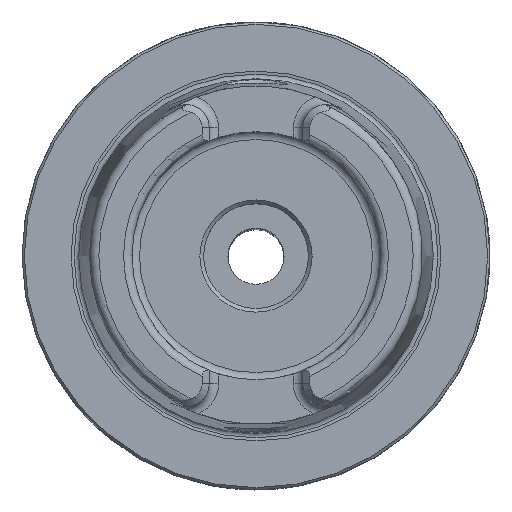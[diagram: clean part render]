
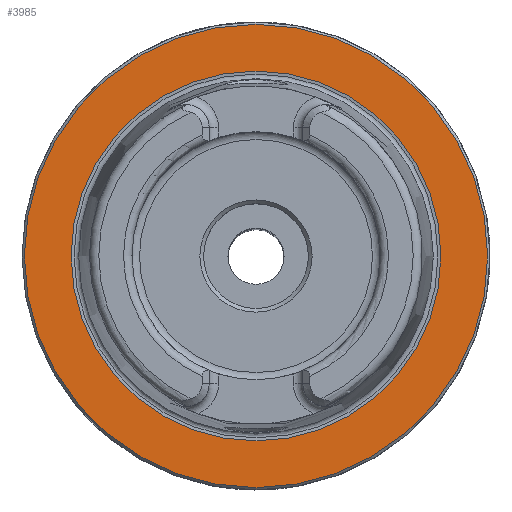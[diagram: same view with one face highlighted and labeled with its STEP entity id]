
A CAD part, top view. The second image highlights one B-rep face of the part: STEP entity #3985.
In plain terms, the highlighted planar face has unit normal (0, 0, 1).
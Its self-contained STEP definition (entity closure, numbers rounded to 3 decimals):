
#395=PLANE('',#4268);
#781=ORIENTED_EDGE('',*,*,#1330,.T.);
#782=ORIENTED_EDGE('',*,*,#1328,.F.);
#1328=EDGE_CURVE('',#1606,#1606,#1779,.T.);
#1330=EDGE_CURVE('',#1608,#1608,#1781,.T.);
#1606=VERTEX_POINT('',#6190);
#1608=VERTEX_POINT('',#6195);
#1779=CIRCLE('',#4266,39.511);
#1781=CIRCLE('',#4269,49.5);
#1984=EDGE_LOOP('',(#781));
#1985=EDGE_LOOP('',(#782));
#2294=FACE_BOUND('',#1984,.T.);
#2295=FACE_BOUND('',#1985,.T.);
#3985=ADVANCED_FACE('',(#2294,#2295),#395,.T.);
#4266=AXIS2_PLACEMENT_3D('',#6189,#4884,#4885);
#4268=AXIS2_PLACEMENT_3D('',#6193,#4888,#4889);
#4269=AXIS2_PLACEMENT_3D('',#6194,#4890,#4891);
#4884=DIRECTION('',(0.,0.,1.));
#4885=DIRECTION('',(1.,0.,0.));
#4888=DIRECTION('',(0.,0.,1.));
#4889=DIRECTION('',(1.,0.,0.));
#4890=DIRECTION('',(0.,0.,1.));
#4891=DIRECTION('',(1.,0.,0.));
#6189=CARTESIAN_POINT('',(0.,0.,0.));
#6190=CARTESIAN_POINT('',(39.511,0.,0.));
#6193=CARTESIAN_POINT('',(49.5,0.,0.));
#6194=CARTESIAN_POINT('',(0.,0.,0.));
#6195=CARTESIAN_POINT('',(49.5,0.,0.));
